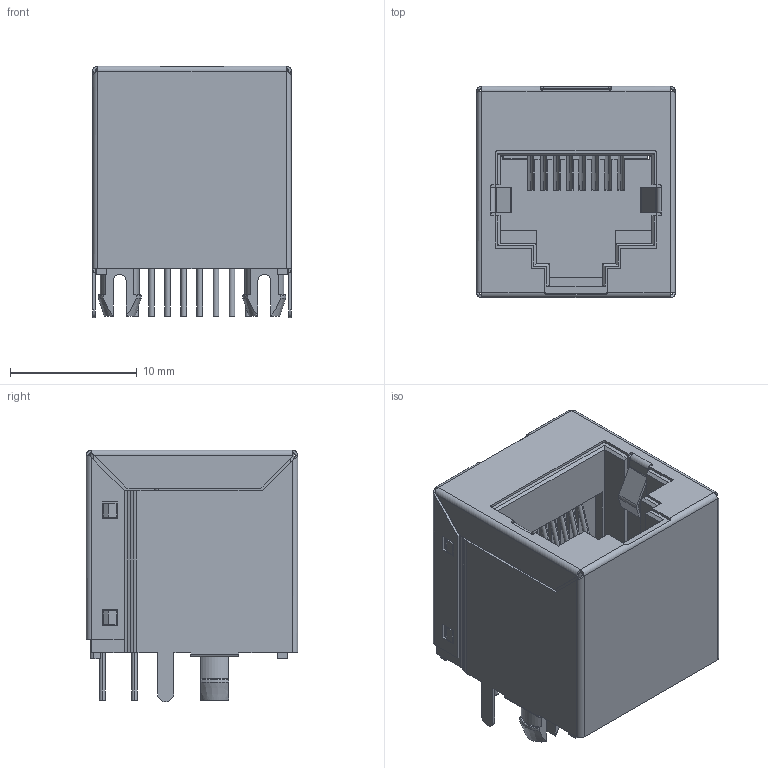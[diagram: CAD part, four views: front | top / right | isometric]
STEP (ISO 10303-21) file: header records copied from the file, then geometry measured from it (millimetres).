
FILE_DESCRIPTION((''),'2;1');
FILE_NAME('DGKYD52241188GWA1DY1022','2023-06-06T13:55:29',('Administrator'),(''),'CREO PARAMETRIC BY PTC INC, 2019010','CREO PARAMETRIC BY PTC INC, 2019010','');
FILE_SCHEMA(('CONFIG_CONTROL_DESIGN'));
Length unit declared in the file: millimetre
Products named in the file (1): DGKYD52241188GWA1DY1022
Bounding box: 15.7 x 16.7 x 19.9 mm (x, y, z)
Volume: 2344 mm3; surface area: 5820.7 mm2
Topology: 5 solids, 5 shells, 657 faces, 1944 edges, 1274 vertices
Faces by surface type: plane 470, cylinder 159, bspline 12, extrusion 8, cone 8
Entity records: 22797 total; most frequent: CARTESIAN_POINT 5006, ORIENTED_EDGE 3888, DIRECTION 3470, EDGE_CURVE 1944, VECTOR 1488, LINE 1480, VERTEX_POINT 1274, AXIS2_PLACEMENT_3D 991
